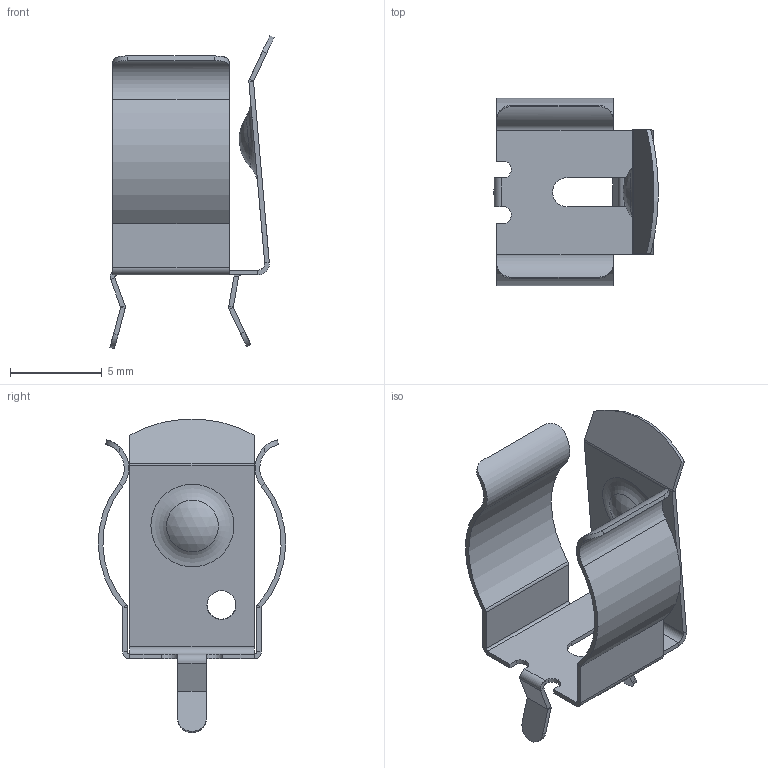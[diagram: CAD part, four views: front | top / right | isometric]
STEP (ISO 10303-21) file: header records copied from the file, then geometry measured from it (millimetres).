
FILE_DESCRIPTION(('FreeCAD Model'),'2;1');
FILE_NAME('keystone-PN82 v5.step','2019-05-27T11:38:31',('kicad StepUp'),( 'ksu MCAD'),'Open CASCADE STEP processor 7.3','FreeCAD','Unknown');
FILE_SCHEMA(('AUTOMOTIVE_DESIGN { 1 0 10303 214 1 1 1 1 }'));
Length unit declared in the file: millimetre
Products named in the file (1): keystone-PN82_v5
Bounding box: 8.92 x 10.19 x 17.04 mm (x, y, z)
Volume: 79.1 mm3; surface area: 658.3 mm2
Topology: 1 solids, 1 shells, 116 faces, 254 edges, 142 vertices
Faces by surface type: plane 78, cylinder 34, sphere 2, torus 2
Full cylindrical faces by diameter (mm): 1.575 x1
Entity records: 6996 total; most frequent: CARTESIAN_POINT 1749, DIRECTION 1013, LINE 596, VECTOR 596, ORIENTED_EDGE 508, PCURVE 508, DEFINITIONAL_REPRESENTATION 508, EDGE_CURVE 254
